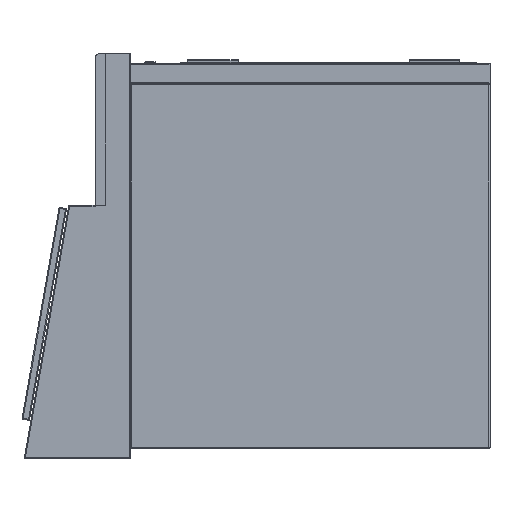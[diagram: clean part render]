
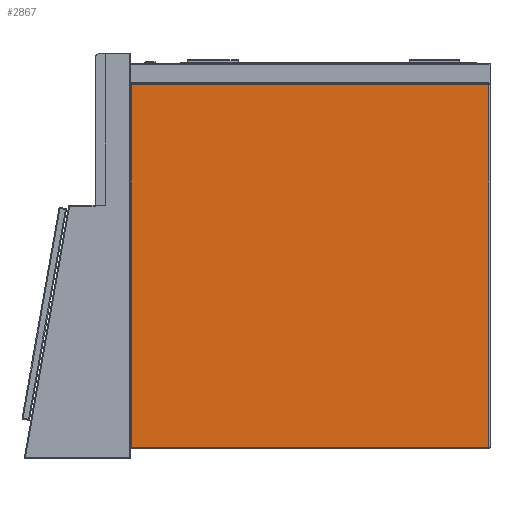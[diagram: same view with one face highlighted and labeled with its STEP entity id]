
A CAD part, left-side view. The second image highlights one B-rep face of the part: STEP entity #2867.
In plain terms, the highlighted planar face has unit normal (-1, 0, 0).
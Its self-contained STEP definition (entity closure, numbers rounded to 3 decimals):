
#1280 = DIRECTION ( 'NONE',  ( 0., 0., 1. ) ) ;
#1416 = VERTEX_POINT ( 'NONE', #26211 ) ;
#2867 = ADVANCED_FACE ( 'Fl�che7', ( #34243 ), #7815, .T. ) ;
#3290 = AXIS2_PLACEMENT_3D ( 'NONE', #34628, #19846, #1280 ) ;
#4719 = CARTESIAN_POINT ( 'NONE',  ( -440., -353., -42. ) ) ;
#5079 = ORIENTED_EDGE ( 'NONE', *, *, #23607, .T. ) ;
#5461 = CARTESIAN_POINT ( 'NONE',  ( -440., -355., -758. ) ) ;
#6869 = LINE ( 'NONE', #18915, #18029 ) ;
#7815 = PLANE ( 'NONE',  #3290 ) ;
#12175 = EDGE_CURVE ( 'NONE', #15642, #25824, #38527, .T. ) ;
#15149 = VECTOR ( 'NONE', #19348, 1000. ) ;
#15642 = VERTEX_POINT ( 'NONE', #21118 ) ;
#15907 = VERTEX_POINT ( 'NONE', #4719 ) ;
#16194 = ORIENTED_EDGE ( 'NONE', *, *, #16401, .T. ) ;
#16401 = EDGE_CURVE ( 'NONE', #25824, #1416, #32873, .T. ) ;
#17145 = VECTOR ( 'NONE', #35754, 1000. ) ;
#17496 = DIRECTION ( 'NONE',  ( 0., -1., 0. ) ) ;
#18029 = VECTOR ( 'NONE', #30948, 1000. ) ;
#18041 = EDGE_CURVE ( 'NONE', #1416, #15907, #33931, .T. ) ;
#18915 = CARTESIAN_POINT ( 'NONE',  ( -440., 355., -42. ) ) ;
#19348 = DIRECTION ( 'NONE',  ( 0., 0., 1. ) ) ;
#19846 = DIRECTION ( 'NONE',  ( -1., 0., 0. ) ) ;
#21118 = CARTESIAN_POINT ( 'NONE',  ( -440., 353., -42. ) ) ;
#23607 = EDGE_CURVE ( 'NONE', #15907, #15642, #6869, .T. ) ;
#25824 = VERTEX_POINT ( 'NONE', #34743 ) ;
#26211 = CARTESIAN_POINT ( 'NONE',  ( -440., -353., -758. ) ) ;
#29478 = CARTESIAN_POINT ( 'NONE',  ( -440., 353., -760. ) ) ;
#30663 = EDGE_LOOP ( 'NONE', ( #35259, #5079, #32755, #16194 ) ) ;
#30948 = DIRECTION ( 'NONE',  ( 0., 1., 0. ) ) ;
#31436 = VECTOR ( 'NONE', #17496, 1000. ) ;
#32755 = ORIENTED_EDGE ( 'NONE', *, *, #12175, .T. ) ;
#32873 = LINE ( 'NONE', #5461, #31436 ) ;
#33931 = LINE ( 'NONE', #36515, #15149 ) ;
#34243 = FACE_OUTER_BOUND ( 'NONE', #30663, .T. ) ;
#34628 = CARTESIAN_POINT ( 'NONE',  ( -440., -355., -760. ) ) ;
#34743 = CARTESIAN_POINT ( 'NONE',  ( -440., 353., -758. ) ) ;
#35259 = ORIENTED_EDGE ( 'NONE', *, *, #18041, .T. ) ;
#35754 = DIRECTION ( 'NONE',  ( 0., 0., -1. ) ) ;
#36515 = CARTESIAN_POINT ( 'NONE',  ( -440., -353., -760. ) ) ;
#38527 = LINE ( 'NONE', #29478, #17145 ) ;
